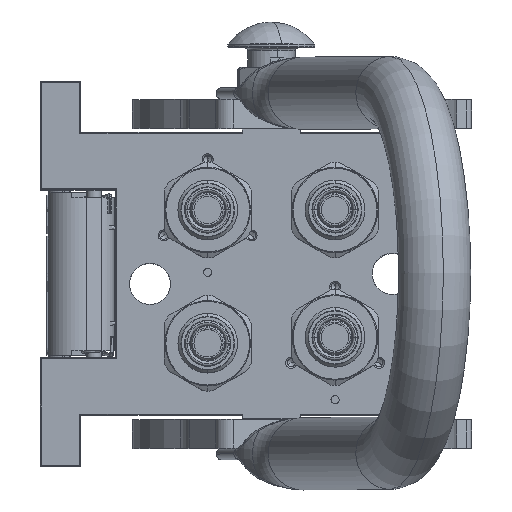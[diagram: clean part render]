
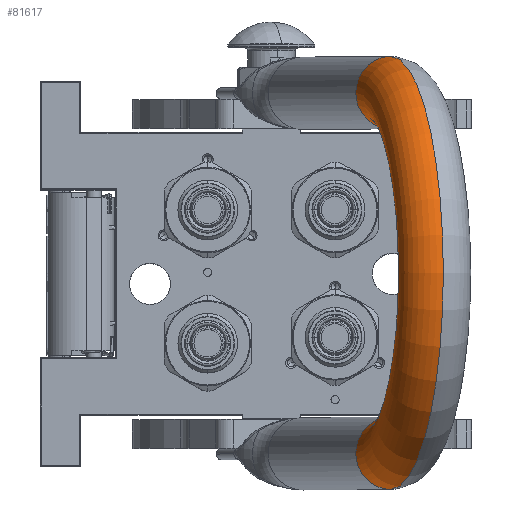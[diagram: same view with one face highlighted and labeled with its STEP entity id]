
A CAD part, top view. The second image highlights one B-rep face of the part: STEP entity #81617.
In plain terms, the highlighted toroidal (fillet/blend) face has major radius 62.25 mm and minor radius 12.5 mm.
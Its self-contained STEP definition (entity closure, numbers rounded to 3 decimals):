
#3243 = DIRECTION ( 'NONE',  ( 0., 0., -1. ) ) ;
#3943 = CARTESIAN_POINT ( 'NONE',  ( 49.75, 0., 125.25 ) ) ;
#12088 = CIRCLE ( 'NONE', #113671, 74.75 ) ;
#13120 = DIRECTION ( 'NONE',  ( 1., 0., 0. ) ) ;
#13676 = DIRECTION ( 'NONE',  ( -1., 0., 0. ) ) ;
#15439 = DIRECTION ( 'NONE',  ( -1., 0., 0. ) ) ;
#18714 = EDGE_CURVE ( 'NONE', #88959, #103235, #76379, .T. ) ;
#24606 = ORIENTED_EDGE ( 'NONE', *, *, #98759, .T. ) ;
#24839 = EDGE_LOOP ( 'NONE', ( #24606, #87958, #61068, #84661 ) ) ;
#25902 = DIRECTION ( 'NONE',  ( 0., 1., 0. ) ) ;
#28491 = TOROIDAL_SURFACE ( 'NONE', #74394, 62.25, 12.5 ) ;
#39041 = VERTEX_POINT ( 'NONE', #42926 ) ;
#40930 = CARTESIAN_POINT ( 'NONE',  ( -74.75, 0., 125.25 ) ) ;
#41667 = EDGE_CURVE ( 'NONE', #103235, #39041, #82770, .T. ) ;
#41980 = CARTESIAN_POINT ( 'NONE',  ( 0., 0., 125.25 ) ) ;
#42926 = CARTESIAN_POINT ( 'NONE',  ( 74.75, 0., 125.25 ) ) ;
#47403 = CARTESIAN_POINT ( 'NONE',  ( -49.75, 0., 125.25 ) ) ;
#49159 = DIRECTION ( 'NONE',  ( 0., 0., 1. ) ) ;
#56887 = CARTESIAN_POINT ( 'NONE',  ( 0., 0., 125.25 ) ) ;
#61068 = ORIENTED_EDGE ( 'NONE', *, *, #18714, .F. ) ;
#63876 = CARTESIAN_POINT ( 'NONE',  ( 62.25, 0., 125.25 ) ) ;
#68726 = AXIS2_PLACEMENT_3D ( 'NONE', #63876, #3243, #13676 ) ;
#74394 = AXIS2_PLACEMENT_3D ( 'NONE', #41980, #111623, #13120 ) ;
#76379 = CIRCLE ( 'NONE', #98663, 49.75 ) ;
#76461 = CARTESIAN_POINT ( 'NONE',  ( 0., 0., 125.25 ) ) ;
#79946 = FACE_OUTER_BOUND ( 'NONE', #24839, .T. ) ;
#81617 = ADVANCED_FACE ( 'NONE', ( #79946 ), #28491, .T. ) ;
#82459 = EDGE_CURVE ( 'NONE', #88959, #97984, #109301, .T. ) ;
#82770 = CIRCLE ( 'NONE', #68726, 12.5 ) ;
#84661 = ORIENTED_EDGE ( 'NONE', *, *, #82459, .T. ) ;
#86474 = DIRECTION ( 'NONE',  ( 0., 1., 0. ) ) ;
#87037 = AXIS2_PLACEMENT_3D ( 'NONE', #108818, #49159, #119267 ) ;
#87958 = ORIENTED_EDGE ( 'NONE', *, *, #41667, .F. ) ;
#88959 = VERTEX_POINT ( 'NONE', #47403 ) ;
#95602 = DIRECTION ( 'NONE',  ( -1., 0., 0. ) ) ;
#97984 = VERTEX_POINT ( 'NONE', #40930 ) ;
#98663 = AXIS2_PLACEMENT_3D ( 'NONE', #76461, #86474, #95602 ) ;
#98759 = EDGE_CURVE ( 'NONE', #97984, #39041, #12088, .T. ) ;
#103235 = VERTEX_POINT ( 'NONE', #3943 ) ;
#108818 = CARTESIAN_POINT ( 'NONE',  ( -62.25, 0., 125.25 ) ) ;
#109301 = CIRCLE ( 'NONE', #87037, 12.5 ) ;
#111623 = DIRECTION ( 'NONE',  ( 0., 1., 0. ) ) ;
#113671 = AXIS2_PLACEMENT_3D ( 'NONE', #56887, #25902, #15439 ) ;
#119267 = DIRECTION ( 'NONE',  ( 1., 0., 0. ) ) ;
